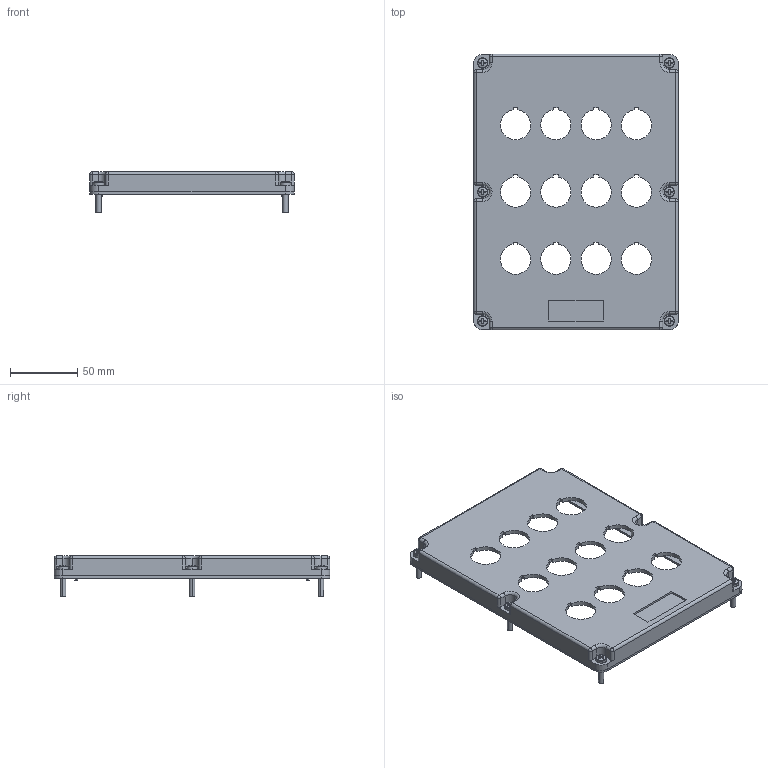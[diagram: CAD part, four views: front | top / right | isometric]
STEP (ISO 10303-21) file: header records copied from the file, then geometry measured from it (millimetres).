
FILE_DESCRIPTION(('Creo Elements/Direct Modeling STEP Export'),'2;1');
FILE_NAME('0ln7uvk43tkip353500','2016-07-27T 9:11:08',(''),(''),'PTC Creo Elements/Direct Modeling STEP processor for AP214 (Solid Model)','PTC Creo Elements/Direct Modeling 19.0B 21-Mar-2015 (C) Parametric Technology GmbH','');
FILE_SCHEMA(('AUTOMOTIVE_DESIGN { 1 0 10303 214 1 1 1 1 }'));
Length unit declared in the file: millimetre
Products named in the file (2): A2T_1520.12
Assembly tree (1 placements, depth 2):
  A2T_1520.12
    A2T_1520.12
Bounding box: 152.02 x 205 x 30.01 mm (x, y, z)
Volume: 125565.2 mm3; surface area: 89324.1 mm2
Topology: 1 solids, 6 shells, 723 faces, 1933 edges, 1260 vertices
Faces by surface type: plane 517, cylinder 152, sphere 26, torus 20, cone 8
Entity records: 21449 total; most frequent: ORIENTED_EDGE 3842, CARTESIAN_POINT 3691, DIRECTION 3483, EDGE_CURVE 1921, VECTOR 1379, LINE 1379, VERTEX_POINT 1260, AXIS2_PLACEMENT_3D 1052
